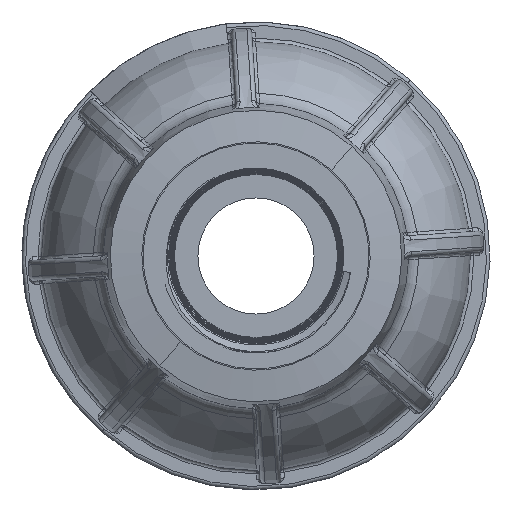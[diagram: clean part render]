
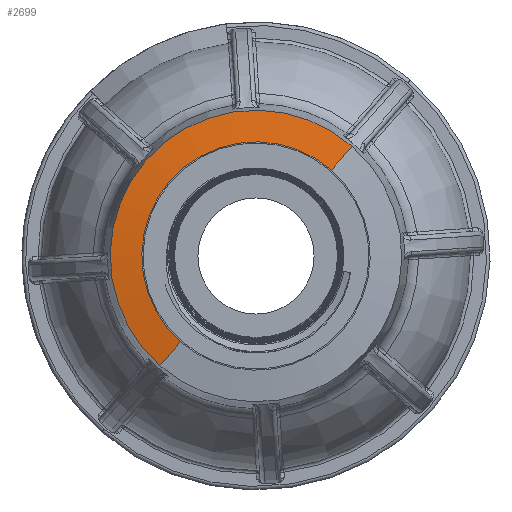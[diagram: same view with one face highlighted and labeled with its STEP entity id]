
A CAD part, left-side view. The second image highlights one B-rep face of the part: STEP entity #2699.
In plain terms, the highlighted conical face has half-angle 82 degrees and reference radius 12.78 mm.
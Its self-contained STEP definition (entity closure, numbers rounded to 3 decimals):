
#1920 = EDGE_LOOP ( 'NONE', ( #29879, #29881, #29880, #29882 ) ) ;
#2699 = ADVANCED_FACE ( 'NONE', ( #5394 ), #16621, .T. ) ;
#5394 = FACE_OUTER_BOUND ( 'NONE', #1920, .T. ) ;
#16621 = CONICAL_SURFACE ( 'NONE', #16622, 12.78, 1.431 ) ;
#16622 = AXIS2_PLACEMENT_3D ( 'NONE', #31270, #31271, #31272 ) ;
#18511 = LINE ( 'NONE', #36307, #33982 ) ;
#18512 = LINE ( 'NONE', #36312, #33984 ) ;
#29879 = ORIENTED_EDGE ( 'NONE', *, *, #30787, .F. ) ;
#29880 = ORIENTED_EDGE ( 'NONE', *, *, #30756, .F. ) ;
#29881 = ORIENTED_EDGE ( 'NONE', *, *, #30786, .T. ) ;
#29882 = ORIENTED_EDGE ( 'NONE', *, *, #30788, .F. ) ;
#30354 = VERTEX_POINT ( 'NONE', #35543 ) ;
#30356 = VERTEX_POINT ( 'NONE', #35545 ) ;
#30523 = VERTEX_POINT ( 'NONE', #35712 ) ;
#30524 = VERTEX_POINT ( 'NONE', #35713 ) ;
#30756 = EDGE_CURVE ( 'NONE', #30523, #30524, #33954, .T. ) ;
#30786 = EDGE_CURVE ( 'NONE', #30356, #30524, #18511, .T. ) ;
#30787 = EDGE_CURVE ( 'NONE', #30356, #30354, #33981, .T. ) ;
#30788 = EDGE_CURVE ( 'NONE', #30354, #30523, #18512, .T. ) ;
#31270 = CARTESIAN_POINT ( 'NONE',  ( -71., -111.703, 0. ) ) ;
#31271 = DIRECTION ( 'NONE',  ( 1., 0., 0. ) ) ;
#31272 = DIRECTION ( 'NONE',  ( 0., 0.659, -0.752 ) ) ;
#33954 = CIRCLE ( 'NONE', #33956, 16.311 ) ;
#33956 = AXIS2_PLACEMENT_3D ( 'NONE', #36170, #36171, #36172 ) ;
#33981 = CIRCLE ( 'NONE', #33983, 12.78 ) ;
#33982 = VECTOR ( 'NONE', #36308, 1000. ) ;
#33983 = AXIS2_PLACEMENT_3D ( 'NONE', #36309, #36310, #36311 ) ;
#33984 = VECTOR ( 'NONE', #36313, 1000. ) ;
#35543 = CARTESIAN_POINT ( 'NONE',  ( -71., -103.276, -9.607 ) ) ;
#35545 = CARTESIAN_POINT ( 'NONE',  ( -71., -120.131, 9.607 ) ) ;
#35712 = CARTESIAN_POINT ( 'NONE',  ( -70.504, -100.947, -12.261 ) ) ;
#35713 = CARTESIAN_POINT ( 'NONE',  ( -70.504, -122.46, 12.261 ) ) ;
#36170 = CARTESIAN_POINT ( 'NONE',  ( -70.504, -111.703, 0. ) ) ;
#36171 = DIRECTION ( 'NONE',  ( 1., 0., 0. ) ) ;
#36172 = DIRECTION ( 'NONE',  ( 0., -0.659, 0.752 ) ) ;
#36307 = CARTESIAN_POINT ( 'NONE',  ( -71., -120.131, 9.607 ) ) ;
#36308 = DIRECTION ( 'NONE',  ( 0.139, -0.653, 0.744 ) ) ;
#36309 = CARTESIAN_POINT ( 'NONE',  ( -71., -111.703, 0. ) ) ;
#36310 = DIRECTION ( 'NONE',  ( -1., 0., 0. ) ) ;
#36311 = DIRECTION ( 'NONE',  ( 0., 0.659, -0.752 ) ) ;
#36312 = CARTESIAN_POINT ( 'NONE',  ( -71., -103.276, -9.607 ) ) ;
#36313 = DIRECTION ( 'NONE',  ( 0.139, 0.653, -0.744 ) ) ;
